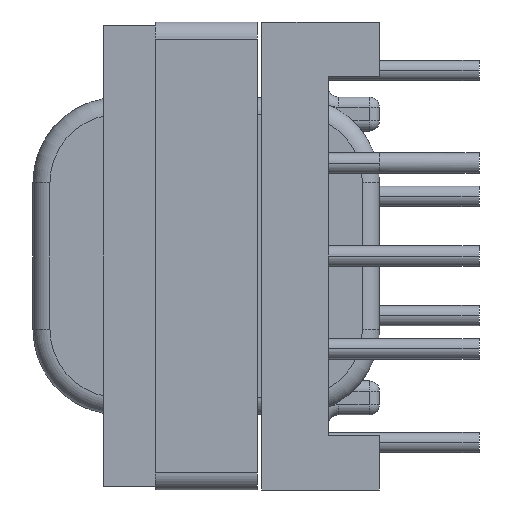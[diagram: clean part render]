
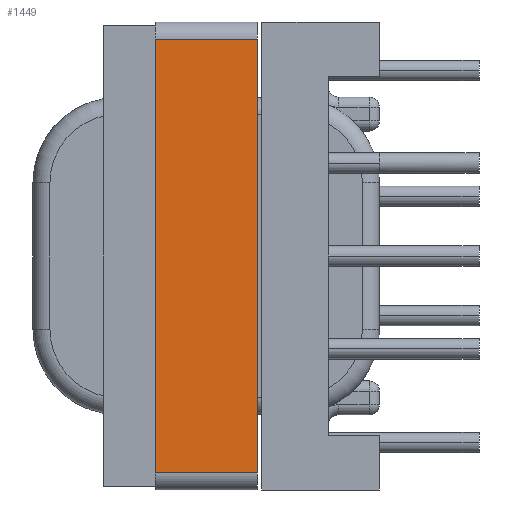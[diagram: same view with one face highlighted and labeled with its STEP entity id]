
A CAD part, left-side view. The second image highlights one B-rep face of the part: STEP entity #1449.
In plain terms, the highlighted planar face has unit normal (-1, 0, 0).
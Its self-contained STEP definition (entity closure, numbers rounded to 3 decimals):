
#230 = VECTOR ( 'NONE', #2584, 1000. ) ;
#446 = EDGE_CURVE ( 'NONE', #6075, #5494, #6326, .T. ) ;
#501 = VECTOR ( 'NONE', #1404, 1000. ) ;
#506 = CARTESIAN_POINT ( 'NONE',  ( -9.325, 6.58, -6.86 ) ) ;
#545 = EDGE_CURVE ( 'NONE', #6075, #1251, #5189, .T. ) ;
#776 = VECTOR ( 'NONE', #5139, 1000. ) ;
#801 = VERTEX_POINT ( 'NONE', #5738 ) ;
#1052 = CARTESIAN_POINT ( 'NONE',  ( -9.325, 6.58, 6.36 ) ) ;
#1096 = DIRECTION ( 'NONE',  ( 0., 0., -1. ) ) ;
#1251 = VERTEX_POINT ( 'NONE', #2716 ) ;
#1404 = DIRECTION ( 'NONE',  ( 0., 0., 1. ) ) ;
#1449 = ADVANCED_FACE ( 'NONE', ( #4890 ), #5785, .F. ) ;
#1603 = CARTESIAN_POINT ( 'NONE',  ( -9.325, 3.58, -6.86 ) ) ;
#2528 = CARTESIAN_POINT ( 'NONE',  ( -9.325, 6.58, -6.36 ) ) ;
#2584 = DIRECTION ( 'NONE',  ( 0., -1., 0. ) ) ;
#2716 = CARTESIAN_POINT ( 'NONE',  ( -9.325, 6.58, 6.36 ) ) ;
#3651 = EDGE_CURVE ( 'NONE', #5494, #801, #4107, .T. ) ;
#3776 = ORIENTED_EDGE ( 'NONE', *, *, #545, .F. ) ;
#3922 = CARTESIAN_POINT ( 'NONE',  ( -9.325, 3.58, -6.36 ) ) ;
#4028 = ORIENTED_EDGE ( 'NONE', *, *, #6460, .T. ) ;
#4107 = LINE ( 'NONE', #1603, #776 ) ;
#4442 = LINE ( 'NONE', #1052, #7596 ) ;
#4605 = CARTESIAN_POINT ( 'NONE',  ( -9.325, 6.58, -6.36 ) ) ;
#4629 = DIRECTION ( 'NONE',  ( 1., 0., 0. ) ) ;
#4636 = ORIENTED_EDGE ( 'NONE', *, *, #3651, .T. ) ;
#4866 = EDGE_LOOP ( 'NONE', ( #3776, #7419, #4636, #4028 ) ) ;
#4890 = FACE_OUTER_BOUND ( 'NONE', #4866, .T. ) ;
#5139 = DIRECTION ( 'NONE',  ( 0., 0., 1. ) ) ;
#5189 = LINE ( 'NONE', #5509, #501 ) ;
#5494 = VERTEX_POINT ( 'NONE', #3922 ) ;
#5509 = CARTESIAN_POINT ( 'NONE',  ( -9.325, 6.58, -6.86 ) ) ;
#5738 = CARTESIAN_POINT ( 'NONE',  ( -9.325, 3.58, 6.36 ) ) ;
#5785 = PLANE ( 'NONE',  #7074 ) ;
#6075 = VERTEX_POINT ( 'NONE', #4605 ) ;
#6326 = LINE ( 'NONE', #2528, #230 ) ;
#6329 = DIRECTION ( 'NONE',  ( 0., 1., 0. ) ) ;
#6460 = EDGE_CURVE ( 'NONE', #801, #1251, #4442, .T. ) ;
#7074 = AXIS2_PLACEMENT_3D ( 'NONE', #506, #4629, #1096 ) ;
#7419 = ORIENTED_EDGE ( 'NONE', *, *, #446, .T. ) ;
#7596 = VECTOR ( 'NONE', #6329, 1000. ) ;
